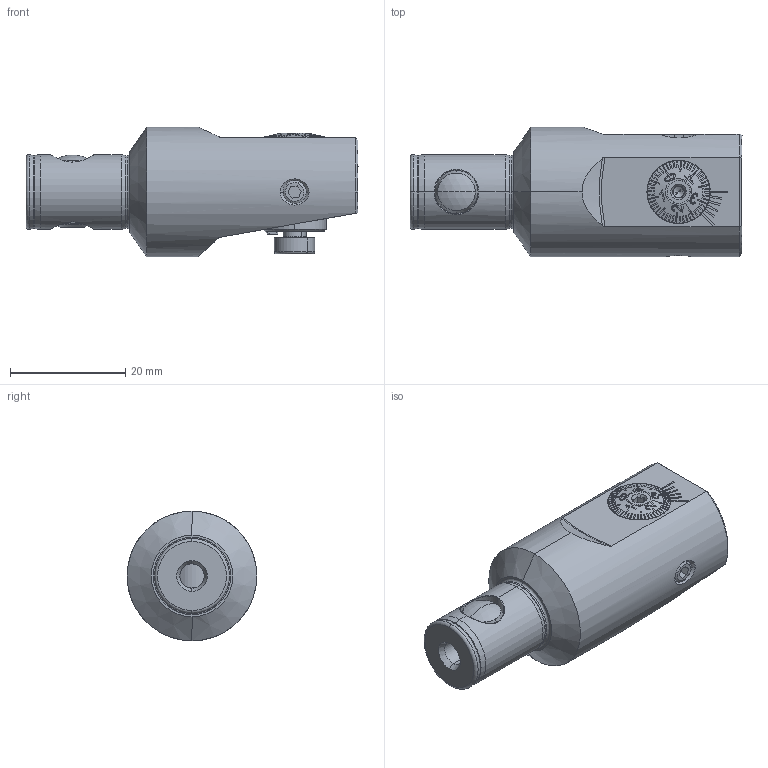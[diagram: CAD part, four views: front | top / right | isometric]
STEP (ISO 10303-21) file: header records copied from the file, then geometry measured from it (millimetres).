
FILE_DESCRIPTION (( 'STEP AP214' ), '1' );
FILE_NAME ('MD1.F20.DA4.040.STEP', '2023-01-18T11:01:41', ( '' ), ( '' ), 'SwSTEP 2.0', 'SolidWorks 2017', '' );
FILE_SCHEMA (( 'AUTOMOTIVE_DESIGN' ));
Length unit declared in the file: millimetre
Products named in the file (20): PEE-DA3.011.026_A; MD1-F20.DA3.040_B_bohrungen gef〕lt; F20-BG2.011.004_A; DIN 7984 - M4 x 6_PreviewCfg; F20-BG3.004.018_A; F20-BG2.008.009_A; MD1-ER1.007.011_A; MD1-ER2.007.009_A; F20-BG1.DA4.011_verstellbar; ISO 4026 - M4 x 4; F20-BG2.011.003_A; MD1.F20.DA4.040; F20-BG1.DA3.011_A_Standart ; F20-BG2.007.006_A; Klebstoff D4; MD1-ER3.004.002_A; DIN 3771 - 11x1_x; MD1-BG1.007.012; Fxx-MAB.xxx.xxx_A_F20-DA3; ISO 4762 - M1.4 x 6
Assembly tree (19 placements, depth 3):
  MD1.F20.DA4.040
    MD1-F20.DA3.040_B_bohrungen gef〕lt
    F20-BG1.DA4.011_verstellbar
      F20-BG1.DA3.011_A_Standart 
      F20-BG2.008.009_A
      F20-BG2.011.003_A
      DIN 3771 - 11x1_x
      F20-BG2.007.006_A
      Fxx-MAB.xxx.xxx_A_F20-DA3
      F20-BG2.011.004_A
    F20-BG3.004.018_A
    PEE-DA3.011.026_A
    Klebstoff D4
    DIN 7984 - M4 x 6_PreviewCfg
    ISO 4762 - M1.4 x 6
    ISO 4026 - M4 x 4
    MD1-BG1.007.012
      MD1-ER2.007.009_A
      MD1-ER1.007.011_A
    MD1-ER3.004.002_A
Bounding box: 57.61 x 22.5 x 22.5 mm (x, y, z)
Volume: 14327.1 mm3; surface area: 8853.2 mm2
Topology: 17 solids, 17 shells, 888 faces, 2251 edges, 1410 vertices
Faces by surface type: plane 415, cone 199, cylinder 160, torus 72, bspline 40, sphere 2
Entity records: 38174 total; most frequent: CARTESIAN_POINT 12318, ORIENTED_EDGE 4462, DIRECTION 4053, EDGE_CURVE 2231, AXIS2_PLACEMENT_3D 1529, VERTEX_POINT 1410, VECTOR 995, LINE 995
